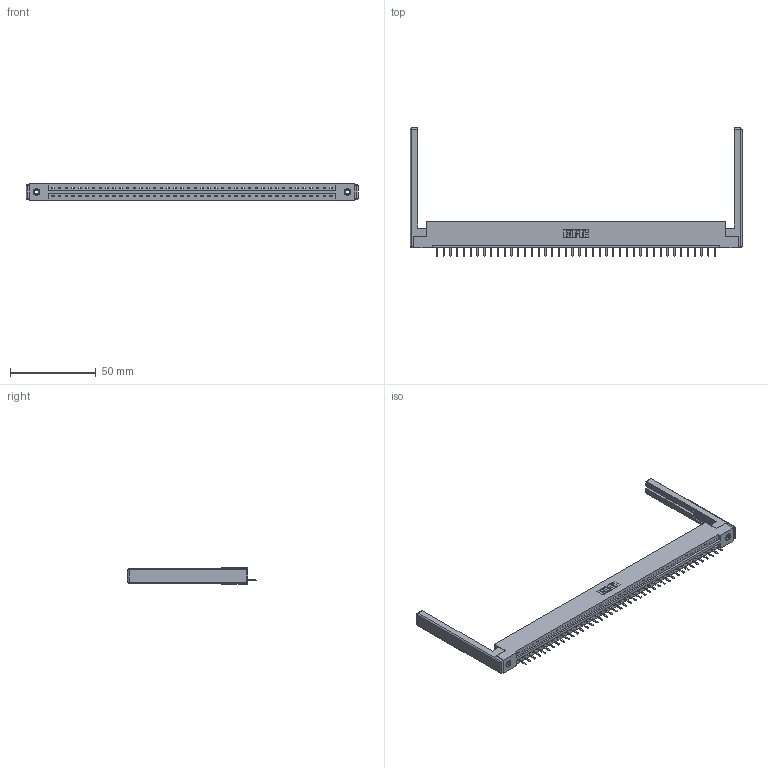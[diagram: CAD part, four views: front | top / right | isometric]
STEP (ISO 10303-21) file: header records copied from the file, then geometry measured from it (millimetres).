
FILE_DESCRIPTION (( 'STEP AP203' ), '1' );
FILE_NAME ('337-042-520-168.STEP', '2019-10-01T21:38:47', ( '' ), ( '' ), 'SwSTEP 2.0', 'SolidWorks 2016', '' );
FILE_SCHEMA (( 'CONFIG_CONTROL_DESIGN' ));
Length unit declared in the file: inch
Products named in the file (5): 337-042-520-168; 337 Part_Flush Mounting Lugs - 0.156 Dia-TI; 345-292-001_345-293-120; 345-250-001_345-250-001-102; 307-220-068
Assembly tree (47 placements, depth 2):
  337-042-520-168
    337 Part_Flush Mounting Lugs - 0.156 Dia-TI
    345-292-001_345-293-120  x42
    345-250-001_345-250-001-102  x2
    307-220-068  x2
Bounding box: 193.85 x 74.76 x 9.4 mm (x, y, z)
Volume: 24418.1 mm3; surface area: 24352.7 mm2
Topology: 47 solids, 47 shells, 3040 faces, 8933 edges, 5822 vertices
Faces by surface type: plane 2174, cylinder 842, cone 12, sphere 8, torus 4
Entity records: 34094 total; most frequent: CARTESIAN_POINT 5905, ORIENTED_EDGE 5860, DIRECTION 5032, EDGE_CURVE 2930, VECTOR 2748, LINE 2748, VERTEX_POINT 1942, AXIS2_PLACEMENT_3D 1142
